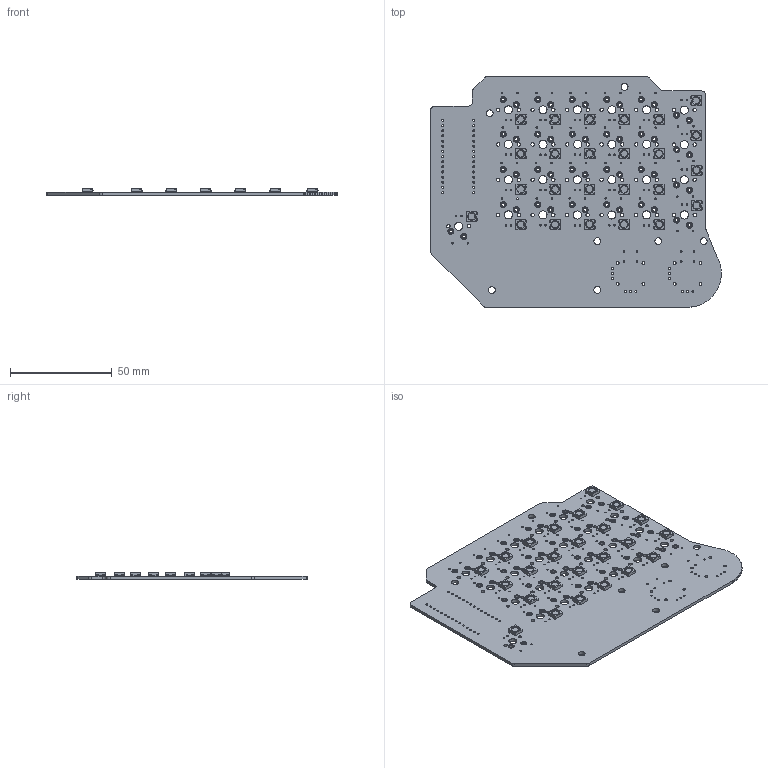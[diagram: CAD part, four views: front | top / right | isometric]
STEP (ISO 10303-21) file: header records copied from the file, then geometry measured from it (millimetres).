
FILE_DESCRIPTION(('KiCad electronic assembly'),'2;1');
FILE_NAME('PCB.step','2025-06-23T20:46:05',('Pcbnew'),('Kicad'), 'Open CASCADE STEP processor 7.9','KiCad to STEP converter','Unknown' );
FILE_SCHEMA(('AUTOMOTIVE_DESIGN { 1 0 10303 214 1 1 1 1 }'));
Length unit declared in the file: millimetre
Products named in the file (3): PCB 1; LED_SK6812_PLCC4_5.0x5.0mm_P3.2mm; PCB_PCB
Assembly tree (26 placements, depth 2):
  PCB 1
    LED_SK6812_PLCC4_5.0x5.0mm_P3.2mm  x25
    PCB_PCB
Bounding box: 143.17 x 113.5 x 3.29 mm (x, y, z)
Volume: 21882 mm3; surface area: 33944.3 mm2
Topology: 26 solids, 26 shells, 2261 faces, 6702 edges, 4418 vertices
Faces by surface type: plane 1279, cylinder 957, cone 25
Full cylindrical faces by diameter (mm): 0.73 x50, 0.762 x50, 0.889 x12, 0.9 x8, 1 x30, 1.397 x8, 1.47 x50, 1.7 x50, 3.333 x25, 3.4 x7, 3.98 x25
Entity records: 23639 total; most frequent: DIRECTION 4044, CARTESIAN_POINT 3784, ORIENTED_EDGE 3756, EDGE_CURVE 1878, AXIS2_PLACEMENT_3D 1510, FACE_BOUND 1314, EDGE_LOOP 1314, VERTEX_POINT 1250
